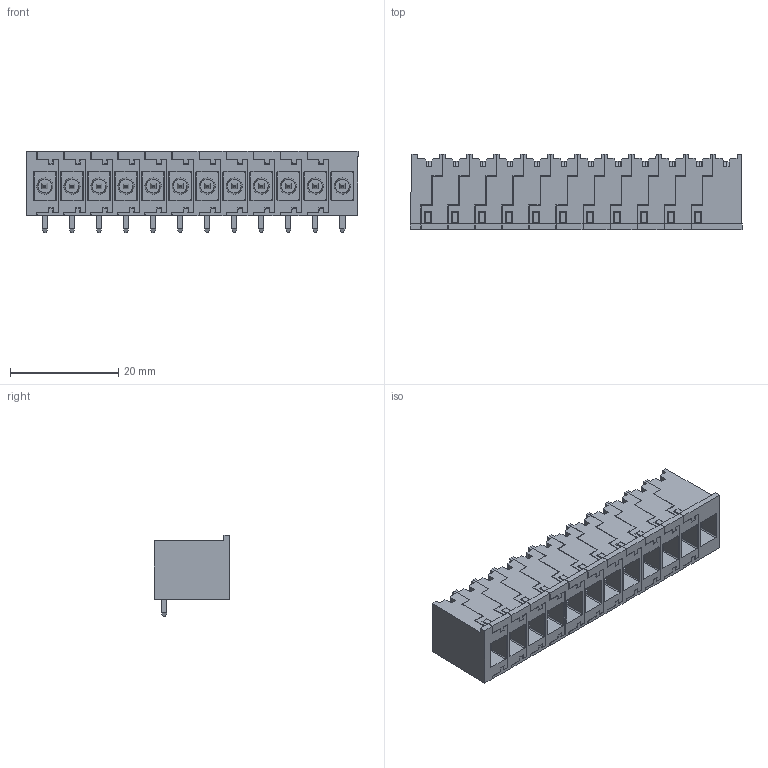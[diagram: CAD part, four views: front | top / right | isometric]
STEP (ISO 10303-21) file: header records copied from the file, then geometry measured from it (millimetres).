
FILE_DESCRIPTION(('CATIA V5R22 STEP214','CAx-IF Rec.Pracs.--- Model Styling and Organization---1.4--- 2014-01-23'),'2;1');
FILE_NAME ('D1463834_1_2741510000_2741510000.stp','2020-08-03T12:31:56+00:00',('none'),('Weidmueller'),'CATIA Version 5-6 Release 2016 SP3 HF44','CATIA V5 STEP AP214','none');
FILE_SCHEMA(('AUTOMOTIVE_DESIGN { 1 0 10303 214 1 1 1 1 }'));
Length unit declared in the file: millimetre
Products named in the file (1): 2741510000
Bounding box: 61.4 x 14.02 x 15.1 mm (x, y, z)
Volume: 6491.4 mm3; surface area: 12785.7 mm2
Topology: 24 solids, 24 shells, 1337 faces, 3676 edges, 2410 vertices
Faces by surface type: plane 1193, cylinder 72, revolution 48, cone 24
Entity records: 42025 total; most frequent: CARTESIAN_POINT 9611, ORIENTED_EDGE 7352, DIRECTION 5453, EDGE_CURVE 3676, VECTOR 3269, LINE 3269, VERTEX_POINT 2410, EDGE_LOOP 1428
